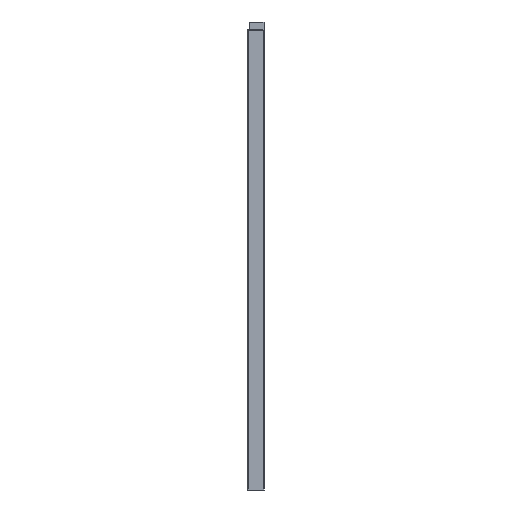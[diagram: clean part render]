
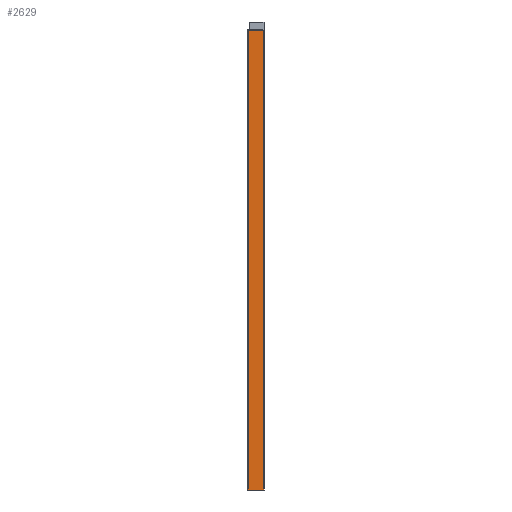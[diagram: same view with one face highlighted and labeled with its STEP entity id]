
A CAD part, left-side view. The second image highlights one B-rep face of the part: STEP entity #2629.
In plain terms, the highlighted planar face has unit normal (-1, 0, 0).
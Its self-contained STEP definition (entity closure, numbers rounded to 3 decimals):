
#455=DIRECTION('',(0.,-1.,0.));
#456=VECTOR('',#455,3.901);
#457=CARTESIAN_POINT('',(-50.,104.,2999.));
#458=LINE('',#457,#456);
#540=DIRECTION('',(0.,1.,0.));
#541=VECTOR('',#540,102.);
#542=CARTESIAN_POINT('',(-50.,2.,0.));
#543=LINE('',#542,#541);
#582=DIRECTION('',(0.,0.,1.));
#583=VECTOR('',#582,2999.);
#584=CARTESIAN_POINT('',(-50.,104.,0.));
#585=LINE('',#584,#583);
#590=CARTESIAN_POINT('',(-50.,96.5,2999.158));
#591=DIRECTION('',(1.,0.,0.));
#592=DIRECTION('',(0.,0.,-1.));
#593=AXIS2_PLACEMENT_3D('',#590,#591,#592);
#599=DIRECTION('',(0.,-1.,0.));
#600=VECTOR('',#599,94.5);
#601=CARTESIAN_POINT('',(-50.,96.5,2995.555));
#602=LINE('',#601,#600);
#631=DIRECTION('',(0.,0.,-1.));
#632=VECTOR('',#631,2995.555);
#633=CARTESIAN_POINT('',(-50.,2.,2995.555));
#634=LINE('',#633,#632);
#1000=CARTESIAN_POINT('',(-50.,100.099,2999.));
#1112=CARTESIAN_POINT('',(-50.,104.,0.));
#1113=CARTESIAN_POINT('',(-50.,104.,2999.));
#1114=VERTEX_POINT('',#1112);
#1115=VERTEX_POINT('',#1113);
#1244=CARTESIAN_POINT('',(-50.,96.5,2995.555));
#1245=VERTEX_POINT('',#1244);
#1248=CARTESIAN_POINT('',(-50.,2.,2995.555));
#1249=VERTEX_POINT('',#1248);
#1254=CARTESIAN_POINT('',(-50.,2.,0.));
#1255=VERTEX_POINT('',#1254);
#1262=VERTEX_POINT('',#1000);
#2613=CARTESIAN_POINT('',(-50.,2.,3050.));
#2614=DIRECTION('',(1.,0.,0.));
#2615=DIRECTION('',(0.,0.,-1.));
#2616=AXIS2_PLACEMENT_3D('',#2613,#2614,#2615);
#2617=PLANE('',#2616);
#2619=ORIENTED_EDGE('',*,*,#2618,.T.);
#2621=ORIENTED_EDGE('',*,*,#2620,.T.);
#2622=ORIENTED_EDGE('',*,*,#2521,.T.);
#2623=ORIENTED_EDGE('',*,*,#2604,.T.);
#2624=ORIENTED_EDGE('',*,*,#2342,.T.);
#2626=ORIENTED_EDGE('',*,*,#2625,.F.);
#2627=EDGE_LOOP('',(#2619,#2621,#2622,#2623,#2624,#2626));
#2628=FACE_OUTER_BOUND('',#2627,.F.);
#2629=ADVANCED_FACE('',(#2628),#2617,.F.);
#594=CIRCLE('',#593,3.603);
#2342=EDGE_CURVE('',#1115,#1262,#458,.T.);
#2521=EDGE_CURVE('',#1255,#1114,#543,.T.);
#2604=EDGE_CURVE('',#1114,#1115,#585,.T.);
#2618=EDGE_CURVE('',#1245,#1249,#602,.T.);
#2620=EDGE_CURVE('',#1249,#1255,#634,.T.);
#2625=EDGE_CURVE('',#1245,#1262,#594,.T.);
